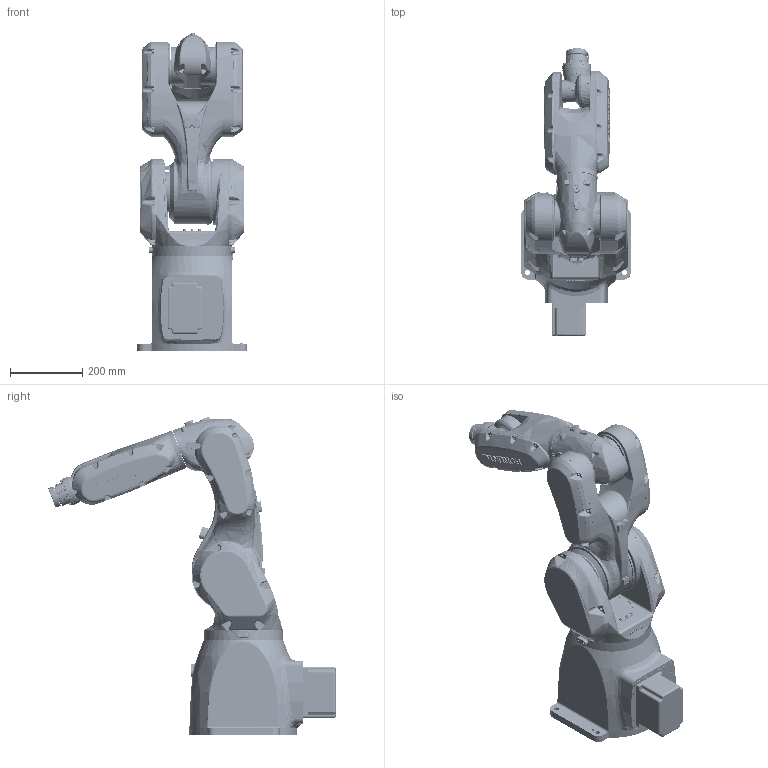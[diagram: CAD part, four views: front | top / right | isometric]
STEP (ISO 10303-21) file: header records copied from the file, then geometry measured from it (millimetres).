
FILE_DESCRIPTION (( 'STEP AP214' ), '1' );
FILE_NAME ('BRTIRUS0707A 六轴机器人模型（11版本）.STEP', '2022-03-07T08:26:03', ( '' ), ( '' ), 'SwSTEP 2.0', 'SolidWorks 2014', '' );
FILE_SCHEMA (( 'AUTOMOTIVE_DESIGN' ));
Length unit declared in the file: millimetre
Products named in the file (8): PBR6US07C000 湮旋蚾饜极; 鞠粣蚾饜极; PBR6US07B000 媼粣蚾饜极; PBR6US07E000 侐拻粣蚾饜极; BRTIRUS0707A 六轴机器人模型（11版本）; PBR6US07A000 珨粣蚾饜极; PBR6US15F000 鞠粣蚾饜极; PBR6US07D000 三轴装配体齿轮版
Assembly tree (7 placements, depth 2):
  BRTIRUS0707A 六轴机器人模型（11版本）
    PBR6US07A000 珨粣蚾饜极
    PBR6US07B000 媼粣蚾饜极
    PBR6US07C000 湮旋蚾饜极
    PBR6US07D000 三轴装配体齿轮版
    PBR6US07E000 侐拻粣蚾饜极
    PBR6US15F000 鞠粣蚾饜极
    鞠粣蚾饜极
Bounding box: 304 x 797.44 x 884.85 mm (x, y, z)
Surface area: 1961278.2 mm2 (no closed solid volume)
Topology: 0 solids, 156 shells, 3900 faces, 11810 edges, 7853 vertices
Faces by surface type: bspline 1479, plane 1204, cylinder 958, cone 209, torus 50
Entity records: 331284 total; most frequent: CARTESIAN_POINT 196255, ORIENTED_EDGE 20538, DIRECTION 15291, EDGE_CURVE 11618, VERTEX_POINT 7853, AXIS2_PLACEMENT_3D 5544, EDGE_LOOP 4394, LINE 4203
